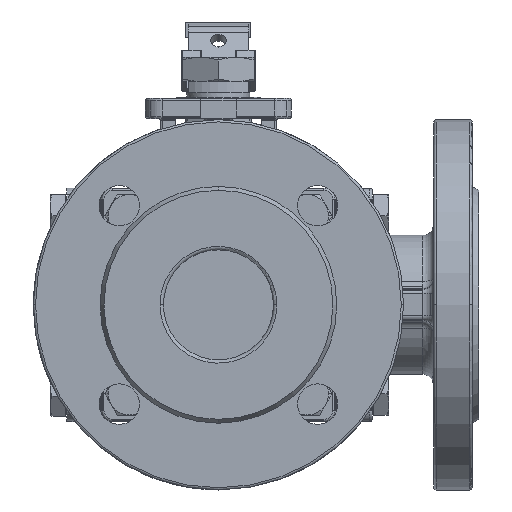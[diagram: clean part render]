
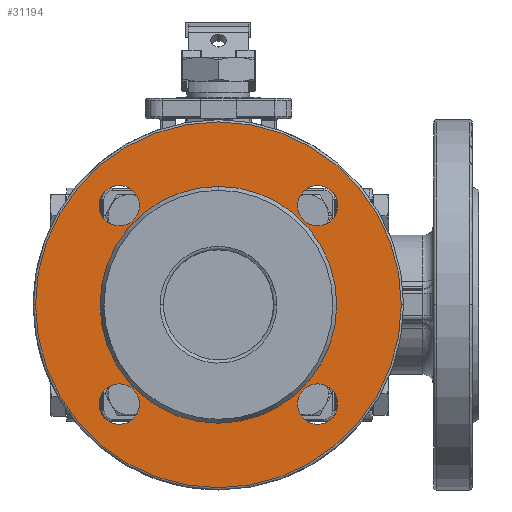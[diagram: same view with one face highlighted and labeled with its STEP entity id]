
A CAD part, left-side view. The second image highlights one B-rep face of the part: STEP entity #31194.
In plain terms, the highlighted planar face has unit normal (-1, 0, 0).
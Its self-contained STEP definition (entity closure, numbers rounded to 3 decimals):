
#26022=CARTESIAN_POINT('',(-113.,-35.194,-44.194));
#26023=VERTEX_POINT('',#26022);
#26032=CARTESIAN_POINT('',(-113.,-53.194,-44.194));
#26033=VERTEX_POINT('',#26032);
#26034=CARTESIAN_POINT('',(-113.,-44.194,-44.194));
#26035=DIRECTION('',(1.,0.,-0.));
#26036=DIRECTION('',(-0.,1.,-0.));
#26037=AXIS2_PLACEMENT_3D('',#26034,#26035,#26036);
#26038=CIRCLE('',#26037,9.);
#26039=EDGE_CURVE('',#26033,#26023,#26038,.T.);
#26064=CARTESIAN_POINT('',(-113.,53.194,-44.194));
#26065=VERTEX_POINT('',#26064);
#26074=CARTESIAN_POINT('',(-113.,35.194,-44.194));
#26075=VERTEX_POINT('',#26074);
#26076=CARTESIAN_POINT('',(-113.,44.194,-44.194));
#26077=DIRECTION('',(1.,0.,-0.));
#26078=DIRECTION('',(-0.,1.,-0.));
#26079=AXIS2_PLACEMENT_3D('',#26076,#26077,#26078);
#26080=CIRCLE('',#26079,9.);
#26081=EDGE_CURVE('',#26075,#26065,#26080,.T.);
#26106=CARTESIAN_POINT('',(-113.,53.194,44.194));
#26107=VERTEX_POINT('',#26106);
#26116=CARTESIAN_POINT('',(-113.,35.194,44.194));
#26117=VERTEX_POINT('',#26116);
#26118=CARTESIAN_POINT('',(-113.,44.194,44.194));
#26119=DIRECTION('',(1.,0.,-0.));
#26120=DIRECTION('',(-0.,1.,-0.));
#26121=AXIS2_PLACEMENT_3D('',#26118,#26119,#26120);
#26122=CIRCLE('',#26121,9.);
#26123=EDGE_CURVE('',#26117,#26107,#26122,.T.);
#26148=CARTESIAN_POINT('',(-113.,-35.194,44.194));
#26149=VERTEX_POINT('',#26148);
#26158=CARTESIAN_POINT('',(-113.,-53.194,44.194));
#26159=VERTEX_POINT('',#26158);
#26160=CARTESIAN_POINT('',(-113.,-44.194,44.194));
#26161=DIRECTION('',(1.,0.,-0.));
#26162=DIRECTION('',(-0.,1.,-0.));
#26163=AXIS2_PLACEMENT_3D('',#26160,#26161,#26162);
#26164=CIRCLE('',#26163,9.);
#26165=EDGE_CURVE('',#26159,#26149,#26164,.T.);
#26950=CARTESIAN_POINT('',(-113.,-81.5,0.));
#26951=VERTEX_POINT('',#26950);
#26961=CARTESIAN_POINT('',(-113.,81.5,-0.));
#26962=VERTEX_POINT('',#26961);
#26963=CARTESIAN_POINT('',(-113.,0.,0.));
#26964=DIRECTION('',(1.,0.,0.));
#26965=DIRECTION('',(0.,-1.,0.));
#26966=AXIS2_PLACEMENT_3D('',#26963,#26964,#26965);
#26967=CIRCLE('',#26966,81.5);
#26968=EDGE_CURVE('',#26951,#26962,#26967,.T.);
#26995=CARTESIAN_POINT('',(-113.,-0.,-52.732));
#26996=VERTEX_POINT('',#26995);
#27012=CARTESIAN_POINT('',(-113.,-0.,52.732));
#27013=VERTEX_POINT('',#27012);
#27020=CARTESIAN_POINT('',(-113.,0.,0.));
#27021=DIRECTION('',(1.,0.,-0.));
#27022=DIRECTION('',(0.,-0.,-1.));
#27023=AXIS2_PLACEMENT_3D('',#27020,#27021,#27022);
#27024=CIRCLE('',#27023,52.732);
#27025=EDGE_CURVE('',#26996,#27013,#27024,.T.);
#30860=CARTESIAN_POINT('',(-113.,0.,0.));
#30861=DIRECTION('',(1.,0.,-0.));
#30862=DIRECTION('',(0.,-0.,-1.));
#30863=AXIS2_PLACEMENT_3D('',#30860,#30861,#30862);
#30864=CIRCLE('',#30863,52.732);
#30865=EDGE_CURVE('',#27013,#26996,#30864,.T.);
#30887=CARTESIAN_POINT('',(-113.,0.,0.));
#30888=DIRECTION('',(1.,0.,0.));
#30889=DIRECTION('',(0.,-1.,0.));
#30890=AXIS2_PLACEMENT_3D('',#30887,#30888,#30889);
#30891=CIRCLE('',#30890,81.5);
#30892=EDGE_CURVE('',#26962,#26951,#30891,.T.);
#31141=CARTESIAN_POINT('',(-113.,0.,-67.616));
#31142=DIRECTION('',(-1.,-0.,0.));
#31143=DIRECTION('',(-0.,1.,0.));
#31144=AXIS2_PLACEMENT_3D('',#31141,#31142,#31143);
#31145=PLANE('',#31144);
#31146=ORIENTED_EDGE('',*,*,#30892,.F.);
#31147=ORIENTED_EDGE('',*,*,#26968,.F.);
#31148=EDGE_LOOP('',(#31146,#31147));
#31149=FACE_BOUND('',#31148,.T.);
#31150=ORIENTED_EDGE('',*,*,#30865,.T.);
#31151=ORIENTED_EDGE('',*,*,#27025,.T.);
#31152=EDGE_LOOP('',(#31150,#31151));
#31153=FACE_BOUND('',#31152,.T.);
#31154=ORIENTED_EDGE('',*,*,#26039,.T.);
#31155=CARTESIAN_POINT('',(-113.,-44.194,-44.194));
#31156=DIRECTION('',(1.,0.,-0.));
#31157=DIRECTION('',(-0.,1.,-0.));
#31158=AXIS2_PLACEMENT_3D('',#31155,#31156,#31157);
#31159=CIRCLE('',#31158,9.);
#31160=EDGE_CURVE('',#26023,#26033,#31159,.T.);
#31161=ORIENTED_EDGE('',*,*,#31160,.T.);
#31162=EDGE_LOOP('',(#31154,#31161));
#31163=FACE_BOUND('',#31162,.T.);
#31164=ORIENTED_EDGE('',*,*,#26081,.T.);
#31165=CARTESIAN_POINT('',(-113.,44.194,-44.194));
#31166=DIRECTION('',(1.,0.,-0.));
#31167=DIRECTION('',(-0.,1.,-0.));
#31168=AXIS2_PLACEMENT_3D('',#31165,#31166,#31167);
#31169=CIRCLE('',#31168,9.);
#31170=EDGE_CURVE('',#26065,#26075,#31169,.T.);
#31171=ORIENTED_EDGE('',*,*,#31170,.T.);
#31172=EDGE_LOOP('',(#31164,#31171));
#31173=FACE_BOUND('',#31172,.T.);
#31174=ORIENTED_EDGE('',*,*,#26123,.T.);
#31175=CARTESIAN_POINT('',(-113.,44.194,44.194));
#31176=DIRECTION('',(1.,0.,-0.));
#31177=DIRECTION('',(-0.,1.,-0.));
#31178=AXIS2_PLACEMENT_3D('',#31175,#31176,#31177);
#31179=CIRCLE('',#31178,9.);
#31180=EDGE_CURVE('',#26107,#26117,#31179,.T.);
#31181=ORIENTED_EDGE('',*,*,#31180,.T.);
#31182=EDGE_LOOP('',(#31174,#31181));
#31183=FACE_BOUND('',#31182,.T.);
#31184=ORIENTED_EDGE('',*,*,#26165,.T.);
#31185=CARTESIAN_POINT('',(-113.,-44.194,44.194));
#31186=DIRECTION('',(1.,0.,-0.));
#31187=DIRECTION('',(-0.,1.,-0.));
#31188=AXIS2_PLACEMENT_3D('',#31185,#31186,#31187);
#31189=CIRCLE('',#31188,9.);
#31190=EDGE_CURVE('',#26149,#26159,#31189,.T.);
#31191=ORIENTED_EDGE('',*,*,#31190,.T.);
#31192=EDGE_LOOP('',(#31184,#31191));
#31193=FACE_BOUND('',#31192,.T.);
#31194=ADVANCED_FACE('',(#31149,#31153,#31163,#31173,#31183,#31193),#31145,.T.);
